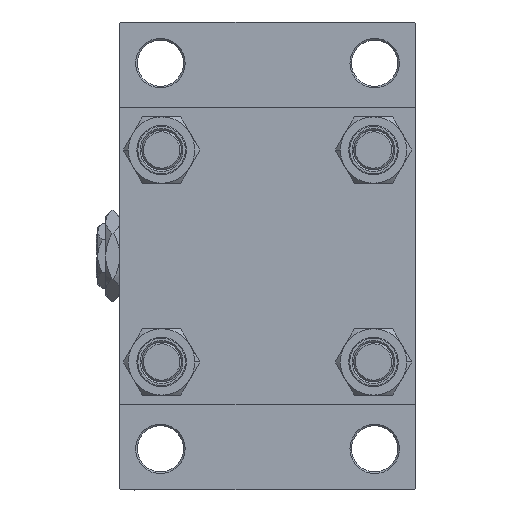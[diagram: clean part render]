
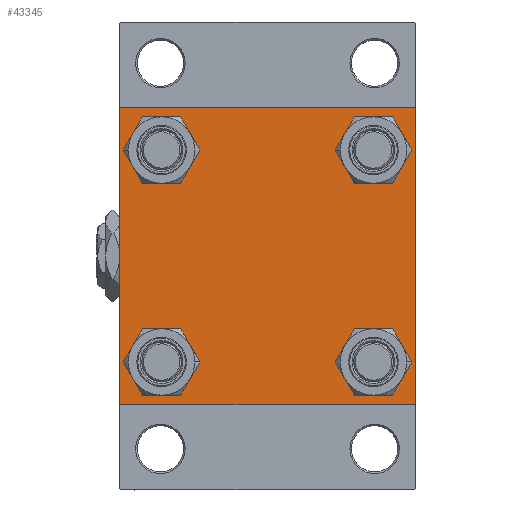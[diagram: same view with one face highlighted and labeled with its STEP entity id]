
A CAD part, left-side view. The second image highlights one B-rep face of the part: STEP entity #43345.
In plain terms, the highlighted planar face has unit normal (-1, 0, 0).
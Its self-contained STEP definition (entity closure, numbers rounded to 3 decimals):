
#263 = DIRECTION ( 'NONE',  ( 0., 0., 1. ) ) ;
#754 = CARTESIAN_POINT ( 'NONE',  ( 0., -44.75, 44.75 ) ) ;
#816 = DIRECTION ( 'NONE',  ( 0., 0., 1. ) ) ;
#887 = ORIENTED_EDGE ( 'NONE', *, *, #20260, .T. ) ;
#1907 = CARTESIAN_POINT ( 'NONE',  ( 0., 32.15, -25.65 ) ) ;
#2132 = CARTESIAN_POINT ( 'NONE',  ( 0., 32.15, -32.15 ) ) ;
#2316 = DIRECTION ( 'NONE',  ( 0., 0.707, -0.707 ) ) ;
#3465 = VERTEX_POINT ( 'NONE', #30099 ) ;
#3763 = VERTEX_POINT ( 'NONE', #20986 ) ;
#3786 = DIRECTION ( 'NONE',  ( 1., 0., 0. ) ) ;
#3962 = EDGE_CURVE ( 'NONE', #3465, #22861, #11084, .T. ) ;
#4574 = EDGE_CURVE ( 'NONE', #11418, #15848, #20403, .T. ) ;
#4714 = CIRCLE ( 'NONE', #7950, 6.5 ) ;
#5289 = EDGE_CURVE ( 'NONE', #44433, #39482, #44219, .T. ) ;
#5357 = LINE ( 'NONE', #20771, #43928 ) ;
#6669 = CIRCLE ( 'NONE', #42170, 6.5 ) ;
#7875 = CIRCLE ( 'NONE', #29668, 6.5 ) ;
#7950 = AXIS2_PLACEMENT_3D ( 'NONE', #22982, #3786, #37900 ) ;
#8070 = DIRECTION ( 'NONE',  ( 0., 0., -1. ) ) ;
#8291 = CARTESIAN_POINT ( 'NONE',  ( 0., 45., 45. ) ) ;
#8552 = CARTESIAN_POINT ( 'NONE',  ( 0., -45., -44.5 ) ) ;
#8581 = DIRECTION ( 'NONE',  ( 1., 0., 0. ) ) ;
#10231 = VECTOR ( 'NONE', #11809, 1000. ) ;
#10908 = EDGE_CURVE ( 'NONE', #39482, #11418, #18122, .T. ) ;
#11084 = LINE ( 'NONE', #8291, #23108 ) ;
#11125 = ORIENTED_EDGE ( 'NONE', *, *, #30246, .T. ) ;
#11252 = CARTESIAN_POINT ( 'NONE',  ( 0., -32.15, -25.65 ) ) ;
#11358 = ORIENTED_EDGE ( 'NONE', *, *, #28649, .T. ) ;
#11418 = VERTEX_POINT ( 'NONE', #24590 ) ;
#11458 = CARTESIAN_POINT ( 'NONE',  ( 0., 32.15, 25.65 ) ) ;
#11809 = DIRECTION ( 'NONE',  ( 0., -0.707, 0.707 ) ) ;
#11855 = EDGE_LOOP ( 'NONE', ( #13289, #46019 ) ) ;
#12551 = DIRECTION ( 'NONE',  ( 0., 0., -1. ) ) ;
#12678 = EDGE_CURVE ( 'NONE', #43298, #3763, #7875, .T. ) ;
#12810 = CARTESIAN_POINT ( 'NONE',  ( 0., -45., 45. ) ) ;
#13202 = EDGE_CURVE ( 'NONE', #36009, #18320, #26467, .T. ) ;
#13289 = ORIENTED_EDGE ( 'NONE', *, *, #16395, .T. ) ;
#13526 = FACE_BOUND ( 'NONE', #11855, .T. ) ;
#14740 = DIRECTION ( 'NONE',  ( 0., 0., 1. ) ) ;
#14806 = CARTESIAN_POINT ( 'NONE',  ( 0., -32.15, -32.15 ) ) ;
#14904 = LINE ( 'NONE', #38645, #48284 ) ;
#15848 = VERTEX_POINT ( 'NONE', #8552 ) ;
#16395 = EDGE_CURVE ( 'NONE', #17127, #38231, #49982, .T. ) ;
#16661 = EDGE_LOOP ( 'NONE', ( #46576, #27017 ) ) ;
#16834 = CARTESIAN_POINT ( 'NONE',  ( 0., -32.15, 38.65 ) ) ;
#16997 = ORIENTED_EDGE ( 'NONE', *, *, #45284, .T. ) ;
#17127 = VERTEX_POINT ( 'NONE', #16834 ) ;
#17240 = CARTESIAN_POINT ( 'NONE',  ( 0., -32.15, -38.65 ) ) ;
#17468 = ORIENTED_EDGE ( 'NONE', *, *, #38751, .T. ) ;
#17735 = CARTESIAN_POINT ( 'NONE',  ( 0., -45., 44.5 ) ) ;
#18056 = DIRECTION ( 'NONE',  ( 0., 0., 1. ) ) ;
#18122 = LINE ( 'NONE', #33528, #19943 ) ;
#18320 = VERTEX_POINT ( 'NONE', #22058 ) ;
#19360 = AXIS2_PLACEMENT_3D ( 'NONE', #2132, #49364, #14740 ) ;
#19643 = EDGE_LOOP ( 'NONE', ( #11125, #11358 ) ) ;
#19943 = VECTOR ( 'NONE', #36567, 1000. ) ;
#19973 = VECTOR ( 'NONE', #43192, 1000. ) ;
#20260 = EDGE_CURVE ( 'NONE', #3763, #43298, #36293, .T. ) ;
#20403 = LINE ( 'NONE', #31013, #10231 ) ;
#20771 = CARTESIAN_POINT ( 'NONE',  ( 0., 44.75, 44.75 ) ) ;
#20812 = CARTESIAN_POINT ( 'NONE',  ( 0., 32.15, 32.15 ) ) ;
#20986 = CARTESIAN_POINT ( 'NONE',  ( 0., 32.15, -38.65 ) ) ;
#21193 = ORIENTED_EDGE ( 'NONE', *, *, #5289, .T. ) ;
#21856 = FACE_OUTER_BOUND ( 'NONE', #23581, .T. ) ;
#22058 = CARTESIAN_POINT ( 'NONE',  ( 0., 32.15, 38.65 ) ) ;
#22098 = FACE_BOUND ( 'NONE', #19643, .T. ) ;
#22861 = VERTEX_POINT ( 'NONE', #38524 ) ;
#22864 = VERTEX_POINT ( 'NONE', #11252 ) ;
#22982 = CARTESIAN_POINT ( 'NONE',  ( 0., -32.15, 32.15 ) ) ;
#23108 = VECTOR ( 'NONE', #27502, 1000. ) ;
#23581 = EDGE_LOOP ( 'NONE', ( #29755, #21193, #39130, #48811, #29479, #16997, #41631, #17468 ) ) ;
#24590 = CARTESIAN_POINT ( 'NONE',  ( 0., -44.5, -45. ) ) ;
#24845 = AXIS2_PLACEMENT_3D ( 'NONE', #20812, #28390, #43562 ) ;
#24955 = ORIENTED_EDGE ( 'NONE', *, *, #12678, .T. ) ;
#24983 = DIRECTION ( 'NONE',  ( 1., 0., 0. ) ) ;
#25158 = CARTESIAN_POINT ( 'NONE',  ( 0., 45., -44.5 ) ) ;
#25434 = CARTESIAN_POINT ( 'NONE',  ( 0., 44.5, -45. ) ) ;
#26467 = CIRCLE ( 'NONE', #24845, 6.5 ) ;
#26679 = CARTESIAN_POINT ( 'NONE',  ( 0., -32.15, 25.65 ) ) ;
#26846 = VECTOR ( 'NONE', #12551, 1000. ) ;
#27017 = ORIENTED_EDGE ( 'NONE', *, *, #13202, .T. ) ;
#27456 = EDGE_CURVE ( 'NONE', #42356, #15848, #32010, .T. ) ;
#27502 = DIRECTION ( 'NONE',  ( 0., -1., 0. ) ) ;
#27541 = CARTESIAN_POINT ( 'NONE',  ( 0., 32.15, 32.15 ) ) ;
#28310 = DIRECTION ( 'NONE',  ( 0., -0.707, -0.707 ) ) ;
#28390 = DIRECTION ( 'NONE',  ( 1., 0., 0. ) ) ;
#28649 = EDGE_CURVE ( 'NONE', #36179, #22864, #39798, .T. ) ;
#28937 = FACE_BOUND ( 'NONE', #16661, .T. ) ;
#29479 = ORIENTED_EDGE ( 'NONE', *, *, #27456, .F. ) ;
#29586 = AXIS2_PLACEMENT_3D ( 'NONE', #40554, #37001, #18056 ) ;
#29668 = AXIS2_PLACEMENT_3D ( 'NONE', #32061, #24983, #44185 ) ;
#29755 = ORIENTED_EDGE ( 'NONE', *, *, #47609, .T. ) ;
#30099 = CARTESIAN_POINT ( 'NONE',  ( 0., 44.5, 45. ) ) ;
#30215 = DIRECTION ( 'NONE',  ( 0., 0., 1. ) ) ;
#30246 = EDGE_CURVE ( 'NONE', #22864, #36179, #6669, .T. ) ;
#30498 = CIRCLE ( 'NONE', #37746, 6.5 ) ;
#31013 = CARTESIAN_POINT ( 'NONE',  ( 0., -44.75, -44.75 ) ) ;
#31106 = VECTOR ( 'NONE', #28310, 1000. ) ;
#31876 = DIRECTION ( 'NONE',  ( 1., 0., 0. ) ) ;
#31951 = CARTESIAN_POINT ( 'NONE',  ( 0., 45., 44.5 ) ) ;
#32010 = LINE ( 'NONE', #12810, #26846 ) ;
#32061 = CARTESIAN_POINT ( 'NONE',  ( 0., 32.15, -32.15 ) ) ;
#33528 = CARTESIAN_POINT ( 'NONE',  ( 0., 45., -45. ) ) ;
#33974 = DIRECTION ( 'NONE',  ( 1., 0., 0. ) ) ;
#34357 = LINE ( 'NONE', #754, #19973 ) ;
#34512 = DIRECTION ( 'NONE',  ( 1., 0., 0. ) ) ;
#36009 = VERTEX_POINT ( 'NONE', #11458 ) ;
#36179 = VERTEX_POINT ( 'NONE', #17240 ) ;
#36293 = CIRCLE ( 'NONE', #19360, 6.5 ) ;
#36567 = DIRECTION ( 'NONE',  ( 0., -1., 0. ) ) ;
#37001 = DIRECTION ( 'NONE',  ( -1., 0., 0. ) ) ;
#37746 = AXIS2_PLACEMENT_3D ( 'NONE', #27541, #8581, #263 ) ;
#37900 = DIRECTION ( 'NONE',  ( 0., 0., 1. ) ) ;
#38231 = VERTEX_POINT ( 'NONE', #26679 ) ;
#38524 = CARTESIAN_POINT ( 'NONE',  ( 0., -44.5, 45. ) ) ;
#38645 = CARTESIAN_POINT ( 'NONE',  ( 0., 45., 45. ) ) ;
#38751 = EDGE_CURVE ( 'NONE', #3465, #45524, #5357, .T. ) ;
#39130 = ORIENTED_EDGE ( 'NONE', *, *, #10908, .T. ) ;
#39482 = VERTEX_POINT ( 'NONE', #25434 ) ;
#39798 = CIRCLE ( 'NONE', #43048, 6.5 ) ;
#40554 = CARTESIAN_POINT ( 'NONE',  ( 0., 0., 0. ) ) ;
#41550 = CARTESIAN_POINT ( 'NONE',  ( 0., -32.15, 32.15 ) ) ;
#41631 = ORIENTED_EDGE ( 'NONE', *, *, #3962, .F. ) ;
#42170 = AXIS2_PLACEMENT_3D ( 'NONE', #49346, #31876, #816 ) ;
#42356 = VERTEX_POINT ( 'NONE', #17735 ) ;
#43048 = AXIS2_PLACEMENT_3D ( 'NONE', #14806, #34512, #30215 ) ;
#43192 = DIRECTION ( 'NONE',  ( 0., 0.707, 0.707 ) ) ;
#43298 = VERTEX_POINT ( 'NONE', #1907 ) ;
#43345 = ADVANCED_FACE ( 'NONE', ( #13526, #22098, #48394, #28937, #21856 ), #44353, .T. ) ;
#43562 = DIRECTION ( 'NONE',  ( 0., 0., 1. ) ) ;
#43928 = VECTOR ( 'NONE', #2316, 1000. ) ;
#44185 = DIRECTION ( 'NONE',  ( 0., 0., 1. ) ) ;
#44219 = LINE ( 'NONE', #44715, #31106 ) ;
#44353 = PLANE ( 'NONE',  #29586 ) ;
#44433 = VERTEX_POINT ( 'NONE', #25158 ) ;
#44715 = CARTESIAN_POINT ( 'NONE',  ( 0., 44.75, -44.75 ) ) ;
#45284 = EDGE_CURVE ( 'NONE', #42356, #22861, #34357, .T. ) ;
#45524 = VERTEX_POINT ( 'NONE', #31951 ) ;
#45939 = AXIS2_PLACEMENT_3D ( 'NONE', #41550, #33974, #49147 ) ;
#46019 = ORIENTED_EDGE ( 'NONE', *, *, #47661, .T. ) ;
#46178 = EDGE_CURVE ( 'NONE', #18320, #36009, #30498, .T. ) ;
#46576 = ORIENTED_EDGE ( 'NONE', *, *, #46178, .T. ) ;
#47609 = EDGE_CURVE ( 'NONE', #45524, #44433, #14904, .T. ) ;
#47661 = EDGE_CURVE ( 'NONE', #38231, #17127, #4714, .T. ) ;
#47796 = EDGE_LOOP ( 'NONE', ( #24955, #887 ) ) ;
#48284 = VECTOR ( 'NONE', #8070, 1000. ) ;
#48394 = FACE_BOUND ( 'NONE', #47796, .T. ) ;
#48811 = ORIENTED_EDGE ( 'NONE', *, *, #4574, .T. ) ;
#49147 = DIRECTION ( 'NONE',  ( 0., 0., 1. ) ) ;
#49346 = CARTESIAN_POINT ( 'NONE',  ( 0., -32.15, -32.15 ) ) ;
#49364 = DIRECTION ( 'NONE',  ( 1., 0., 0. ) ) ;
#49982 = CIRCLE ( 'NONE', #45939, 6.5 ) ;
